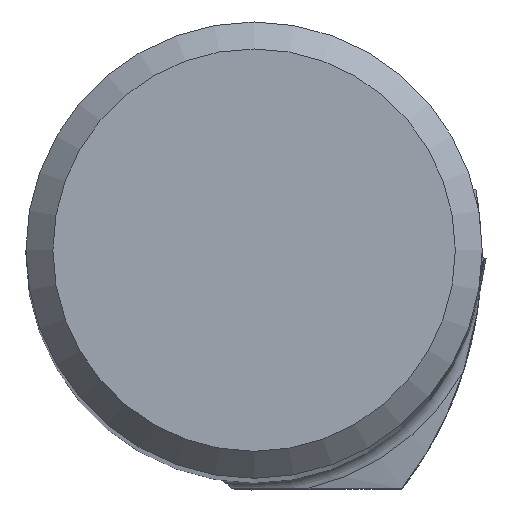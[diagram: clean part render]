
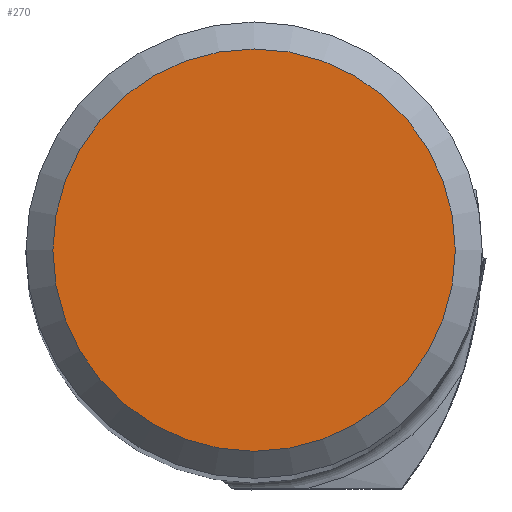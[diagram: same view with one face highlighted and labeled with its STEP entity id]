
A CAD part, top view. The second image highlights one B-rep face of the part: STEP entity #270.
In plain terms, the highlighted planar face has unit normal (0, 0, 1).
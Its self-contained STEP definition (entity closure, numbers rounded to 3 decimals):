
#184=CIRCLE('',#1850,11.185);
#270=ADVANCED_FACE('TB_BL_N5_SU8',(#399),#358,.F.);
#358=PLANE('',#1852);
#399=FACE_OUTER_BOUND('',#501,.T.);
#501=EDGE_LOOP('',(#915));
#915=ORIENTED_EDGE('',*,*,#1521,.T.);
#1342=VERTEX_POINT('',#2723);
#1521=EDGE_CURVE('',#1342,#1342,#184,.T.);
#1850=AXIS2_PLACEMENT_3D('',#2722,#2092,#2093);
#1852=AXIS2_PLACEMENT_3D('',#2725,#2096,#2097);
#2092=DIRECTION('',(0.,0.,1.));
#2093=DIRECTION('',(-1.,0.,0.));
#2096=DIRECTION('',(0.,0.,-1.));
#2097=DIRECTION('',(1.,0.,0.));
#2722=CARTESIAN_POINT('',(0.,0.,0.));
#2723=CARTESIAN_POINT('',(-11.185,0.,0.));
#2725=CARTESIAN_POINT('',(-11.185,0.,0.));
